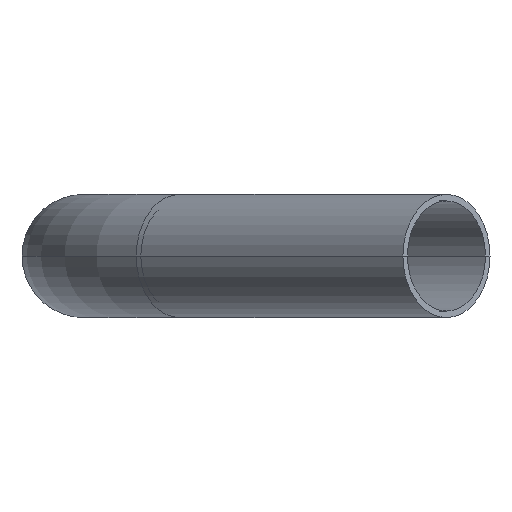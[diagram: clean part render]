
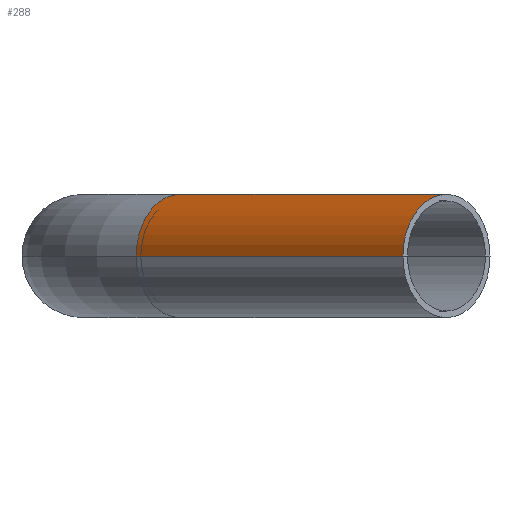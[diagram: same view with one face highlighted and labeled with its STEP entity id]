
A CAD part, left-side view. The second image highlights one B-rep face of the part: STEP entity #288.
In plain terms, the highlighted cylindrical face has radius 57.15 mm (diameter 114.3 mm), a partial arc.
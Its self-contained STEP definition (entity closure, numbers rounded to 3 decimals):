
#35 = DIRECTION ( 'NONE',  ( 0.707, -0.707, 0. ) ) ;
#46 = CARTESIAN_POINT ( 'NONE',  ( 2236.845, -469.82, 0. ) ) ;
#51 = DIRECTION ( 'NONE',  ( 0.707, 0.707, 0. ) ) ;
#63 = LINE ( 'NONE', #222, #305 ) ;
#67 = VERTEX_POINT ( 'NONE', #387 ) ;
#93 = AXIS2_PLACEMENT_3D ( 'NONE', #300, #51, #215 ) ;
#103 = ORIENTED_EDGE ( 'NONE', *, *, #350, .F. ) ;
#106 = DIRECTION ( 'NONE',  ( -0.707, -0.707, 0. ) ) ;
#130 = ORIENTED_EDGE ( 'NONE', *, *, #143, .F. ) ;
#143 = EDGE_CURVE ( 'NONE', #67, #365, #185, .T. ) ;
#160 = CIRCLE ( 'NONE', #345, 57.15 ) ;
#168 = FACE_OUTER_BOUND ( 'NONE', #391, .T. ) ;
#184 = ORIENTED_EDGE ( 'NONE', *, *, #461, .T. ) ;
#185 = CIRCLE ( 'NONE', #93, 57.15 ) ;
#201 = DIRECTION ( 'NONE',  ( 0.707, 0.707, 0. ) ) ;
#215 = DIRECTION ( 'NONE',  ( -0.707, 0.707, 0. ) ) ;
#222 = CARTESIAN_POINT ( 'NONE',  ( 2524.744, -262.744, 0. ) ) ;
#233 = EDGE_CURVE ( 'NONE', #67, #308, #364, .T. ) ;
#238 = AXIS2_PLACEMENT_3D ( 'NONE', #412, #492, #35 ) ;
#256 = CARTESIAN_POINT ( 'NONE',  ( 2443.921, -181.921, 0. ) ) ;
#273 = CARTESIAN_POINT ( 'NONE',  ( 2524.744, -262.744, 0. ) ) ;
#278 = DIRECTION ( 'NONE',  ( 0., 0., -1. ) ) ;
#288 = ADVANCED_FACE ( 'NONE', ( #168 ), #328, .T. ) ;
#300 = CARTESIAN_POINT ( 'NONE',  ( 2484.332, -222.332, 0. ) ) ;
#305 = VECTOR ( 'NONE', #106, 1000. ) ;
#308 = VERTEX_POINT ( 'NONE', #376 ) ;
#328 = CYLINDRICAL_SURFACE ( 'NONE', #238, 57.15 ) ;
#345 = AXIS2_PLACEMENT_3D ( 'NONE', #46, #201, #278 ) ;
#350 = EDGE_CURVE ( 'NONE', #365, #405, #63, .T. ) ;
#364 = LINE ( 'NONE', #256, #425 ) ;
#365 = VERTEX_POINT ( 'NONE', #273 ) ;
#376 = CARTESIAN_POINT ( 'NONE',  ( 2196.434, -429.409, 0. ) ) ;
#387 = CARTESIAN_POINT ( 'NONE',  ( 2443.921, -181.921, 0. ) ) ;
#391 = EDGE_LOOP ( 'NONE', ( #130, #424, #184, #103 ) ) ;
#405 = VERTEX_POINT ( 'NONE', #486 ) ;
#412 = CARTESIAN_POINT ( 'NONE',  ( 2484.332, -222.332, 0. ) ) ;
#424 = ORIENTED_EDGE ( 'NONE', *, *, #233, .T. ) ;
#425 = VECTOR ( 'NONE', #476, 1000. ) ;
#461 = EDGE_CURVE ( 'NONE', #308, #405, #160, .T. ) ;
#476 = DIRECTION ( 'NONE',  ( -0.707, -0.707, 0. ) ) ;
#486 = CARTESIAN_POINT ( 'NONE',  ( 2277.256, -510.231, 0. ) ) ;
#492 = DIRECTION ( 'NONE',  ( -0.707, -0.707, 0. ) ) ;
